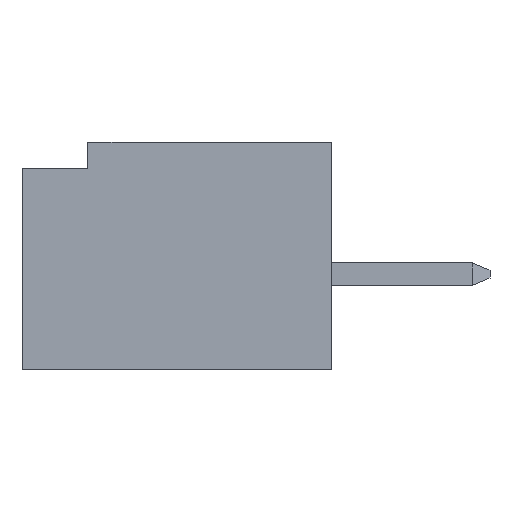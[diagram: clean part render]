
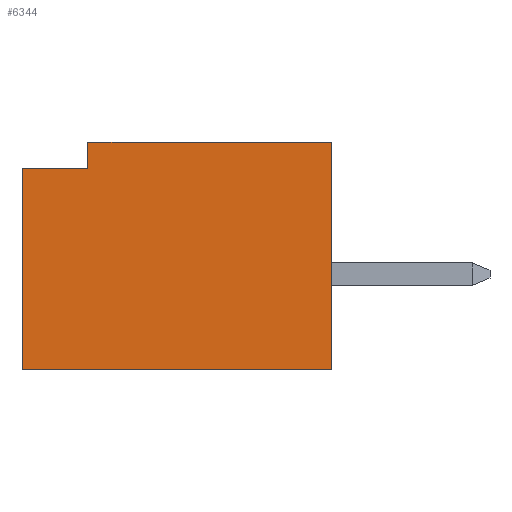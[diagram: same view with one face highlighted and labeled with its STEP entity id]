
A CAD part, left-side view. The second image highlights one B-rep face of the part: STEP entity #6344.
In plain terms, the highlighted planar face has unit normal (-1, 0, 0).
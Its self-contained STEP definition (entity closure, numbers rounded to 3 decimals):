
#5=DIRECTION('',(0.,0.,1.));
#6=VECTOR('',#5,3.45);
#7=CARTESIAN_POINT('',(-5.875,0.,-1.725));
#8=LINE('',#7,#6);
#57=DIRECTION('',(0.,1.,0.));
#58=VECTOR('',#57,3.7);
#59=CARTESIAN_POINT('',(-5.875,0.,1.725));
#60=LINE('',#59,#58);
#1187=DIRECTION('',(0.,0.,1.));
#1188=VECTOR('',#1187,3.05);
#1189=CARTESIAN_POINT('',(-5.875,4.7,-1.725));
#1190=LINE('',#1189,#1188);
#1275=DIRECTION('',(0.,-1.,0.));
#1276=VECTOR('',#1275,1.);
#1277=CARTESIAN_POINT('',(-5.875,4.7,1.325));
#1278=LINE('',#1277,#1276);
#1279=DIRECTION('',(0.,0.,-1.));
#1280=VECTOR('',#1279,0.4);
#1281=CARTESIAN_POINT('',(-5.875,3.7,1.725));
#1282=LINE('',#1281,#1280);
#1283=DIRECTION('',(0.,1.,0.));
#1284=VECTOR('',#1283,4.7);
#1285=CARTESIAN_POINT('',(-5.875,0.,-1.725));
#1286=LINE('',#1285,#1284);
#3745=CARTESIAN_POINT('',(-5.875,0.,-1.725));
#3746=CARTESIAN_POINT('',(-5.875,0.,1.725));
#3747=VERTEX_POINT('',#3745);
#3748=VERTEX_POINT('',#3746);
#3767=CARTESIAN_POINT('',(-5.875,4.7,-1.725));
#3768=VERTEX_POINT('',#3767);
#3797=CARTESIAN_POINT('',(-5.875,4.7,1.325));
#3798=CARTESIAN_POINT('',(-5.875,3.7,1.325));
#3799=VERTEX_POINT('',#3797);
#3800=VERTEX_POINT('',#3798);
#3801=CARTESIAN_POINT('',(-5.875,3.7,1.725));
#3802=VERTEX_POINT('',#3801);
#6329=CARTESIAN_POINT('',(-5.875,0.,-1.725));
#6330=DIRECTION('',(-1.,0.,0.));
#6331=DIRECTION('',(0.,0.,1.));
#6332=AXIS2_PLACEMENT_3D('',#6329,#6330,#6331);
#6333=PLANE('',#6332);
#6334=ORIENTED_EDGE('',*,*,#6087,.T.);
#6336=ORIENTED_EDGE('',*,*,#6335,.F.);
#6337=ORIENTED_EDGE('',*,*,#4987,.F.);
#6338=ORIENTED_EDGE('',*,*,#4930,.F.);
#6340=ORIENTED_EDGE('',*,*,#6339,.T.);
#6341=ORIENTED_EDGE('',*,*,#6276,.T.);
#6342=EDGE_LOOP('',(#6334,#6336,#6337,#6338,#6340,#6341));
#6343=FACE_OUTER_BOUND('',#6342,.F.);
#4930=EDGE_CURVE('',#3747,#3748,#8,.T.);
#4987=EDGE_CURVE('',#3748,#3802,#60,.T.);
#6087=EDGE_CURVE('',#3799,#3800,#1278,.T.);
#6276=EDGE_CURVE('',#3768,#3799,#1190,.T.);
#6335=EDGE_CURVE('',#3802,#3800,#1282,.T.);
#6339=EDGE_CURVE('',#3747,#3768,#1286,.T.);
#6344=ADVANCED_FACE('',(#6343),#6333,.T.);
